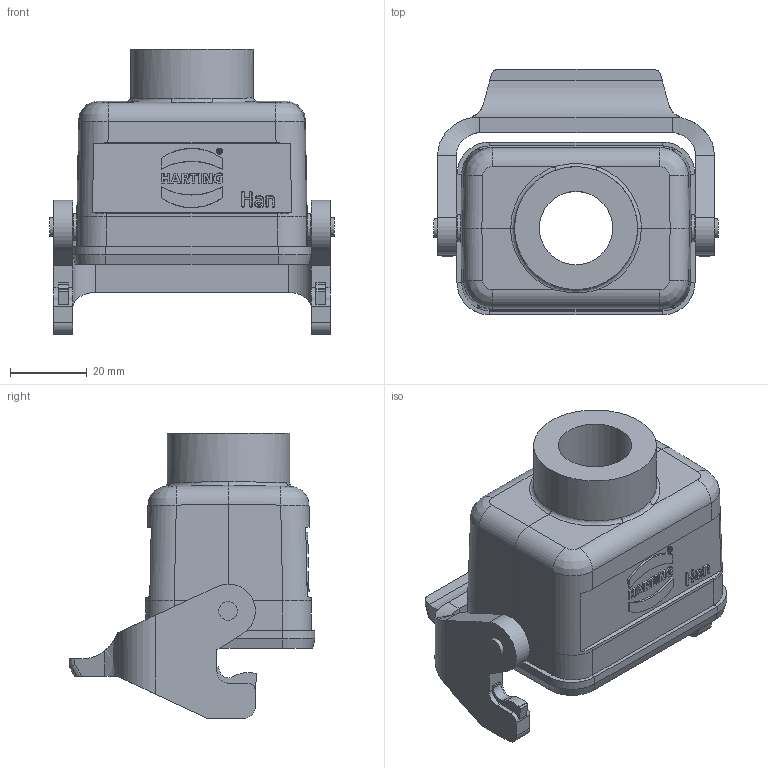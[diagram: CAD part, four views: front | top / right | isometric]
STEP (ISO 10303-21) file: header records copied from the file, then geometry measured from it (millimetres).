
FILE_DESCRIPTION(/* description */ (''),/* implementation_level */ '2;1');
FILE_NAME(/* name */ '100758991ugm000_a.stp',/* time_stamp */ '2019-08-13T07:10:30+02:00',/* author */ (''),/* organization */ (''),/* preprocessor_version */ 'ST-DEVELOPER v16.7',/* originating_system */ 'SIEMENS PLM Software NX 12.0',/* authorisation */ '');
FILE_SCHEMA (('AUTOMOTIVE_DESIGN { 1 0 10303 214 3 1 1 1 }'));
Length unit declared in the file: millimetre
Products named in the file (1): 100758991ugm000_a
Bounding box: 74.08 x 64 x 74.2 mm (x, y, z)
Volume: 52792.9 mm3; surface area: 29599.5 mm2
Topology: 2 solids, 4 shells, 375 faces, 975 edges, 633 vertices
Faces by surface type: plane 243, cylinder 77, bspline 40, cone 10, torus 5
Full cylindrical faces by diameter (mm): 2.74 x4, 4.8 x2, 7 x2, 19.1 x1, 32 x1
Entity records: 15349 total; most frequent: CARTESIAN_POINT 4803, ORIENTED_EDGE 1886, DIRECTION 1692, EDGE_CURVE 943, VERTEX_POINT 619, LINE 608, VECTOR 608, AXIS2_PLACEMENT_3D 542
